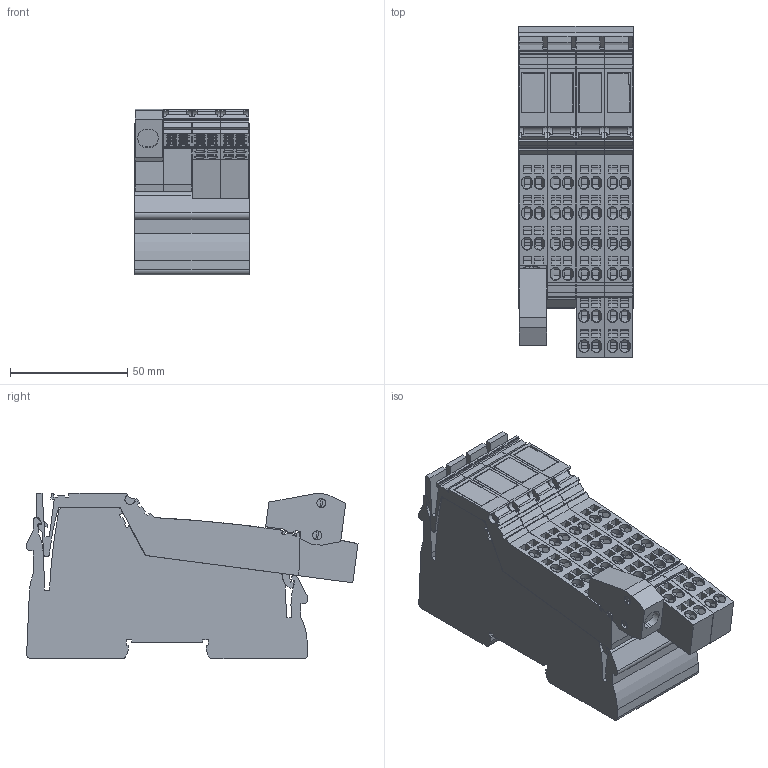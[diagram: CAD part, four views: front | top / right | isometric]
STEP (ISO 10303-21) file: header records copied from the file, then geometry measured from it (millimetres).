
FILE_DESCRIPTION(('Creo Elements/Direct Modeling STEP Export'),'2;1');
FILE_NAME('model.stp','2019-06-19T 4:11:13',(''),(''),'Creo Elements/Direct Modeling STEP processor for AP214 (Solid Model)','Creo Elements/Direct Modeling 20.1A 29-Sep-2018 (C) Parametric Technology GmbH','');
FILE_SCHEMA(('AUTOMOTIVE_DESIGN { 1 0 10303 214 1 1 1 1 }'));
Length unit declared in the file: millimetre
Products named in the file (7): L-L_ST_GN_6021-select; L_L_8_GEH_GN_6021-select; L_L_LWL_OG_HKS_7K_AUSSEN-select; L_L_ST_R_GN_6021-select.2; L_L_KGG_GN_6021-select; L_L_LWL_OG_HKS_7K-select; IB_IL_SSI_PAC-select
Assembly tree (10 placements, depth 2):
  IB_IL_SSI_PAC-select
    L_L_LWL_OG_HKS_7K-select  x3
    L_L_ST_R_GN_6021-select.2  x2
    L_L_KGG_GN_6021-select
    L_L_LWL_OG_HKS_7K_AUSSEN-select
    L-L_ST_GN_6021-select  x2
    L_L_8_GEH_GN_6021-select
Bounding box: 48.6 x 141.41 x 70.58 mm (x, y, z)
Volume: 333335.9 mm3; surface area: 92044.7 mm2
Topology: 10 solids, 10 shells, 2326 faces, 6124 edges, 4051 vertices
Faces by surface type: plane 1997, cylinder 217, cone 112
Entity records: 64651 total; most frequent: CARTESIAN_POINT 15772, ORIENTED_EDGE 7850, DIRECTION 7070, EDGE_CURVE 3925, VECTOR 3416, LINE 3416, VERTEX_POINT 2601, AXIS2_PLACEMENT_3D 1827
